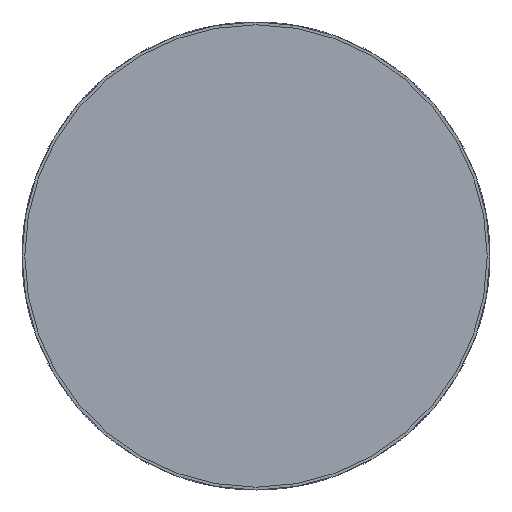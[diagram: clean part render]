
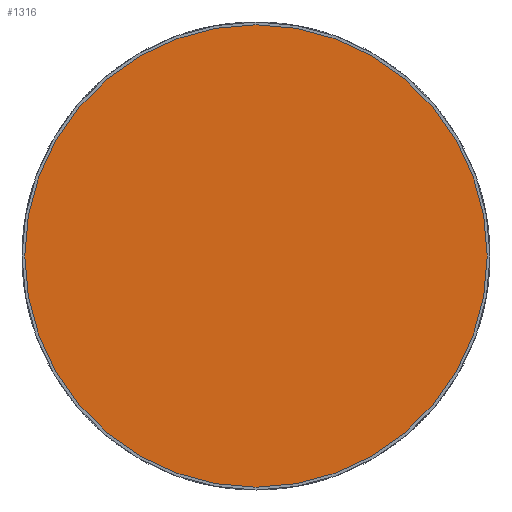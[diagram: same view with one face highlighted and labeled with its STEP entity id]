
A CAD part, front view. The second image highlights one B-rep face of the part: STEP entity #1316.
In plain terms, the highlighted planar face has unit normal (0, -1, 0).
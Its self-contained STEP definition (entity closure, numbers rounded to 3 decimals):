
#140 = EDGE_CURVE ( 'NONE', #1151, #1267, #473, .T. ) ;
#171 = CIRCLE ( 'NONE', #1657, 98.8 ) ;
#328 = CARTESIAN_POINT ( 'NONE',  ( 0., 6., -98.8 ) ) ;
#398 = DIRECTION ( 'NONE',  ( 0., 0., -1. ) ) ;
#401 = DIRECTION ( 'NONE',  ( 0., -1., 0. ) ) ;
#405 = CARTESIAN_POINT ( 'NONE',  ( 0., 6., 0. ) ) ;
#473 = CIRCLE ( 'NONE', #812, 98.8 ) ;
#747 = EDGE_CURVE ( 'NONE', #1267, #1151, #171, .T. ) ;
#812 = AXIS2_PLACEMENT_3D ( 'NONE', #948, #946, #943 ) ;
#943 = DIRECTION ( 'NONE',  ( 0., 0., -1. ) ) ;
#946 = DIRECTION ( 'NONE',  ( 0., -1., 0. ) ) ;
#948 = CARTESIAN_POINT ( 'NONE',  ( 0., 6., 0. ) ) ;
#1057 = AXIS2_PLACEMENT_3D ( 'NONE', #1516, #1502, #1501 ) ;
#1151 = VERTEX_POINT ( 'NONE', #328 ) ;
#1267 = VERTEX_POINT ( 'NONE', #1575 ) ;
#1294 = EDGE_LOOP ( 'NONE', ( #1582, #1624 ) ) ;
#1316 = ADVANCED_FACE ( 'NONE', ( #1426 ), #1505, .T. ) ;
#1426 = FACE_OUTER_BOUND ( 'NONE', #1294, .T. ) ;
#1501 = DIRECTION ( 'NONE',  ( 0., 0., -1. ) ) ;
#1502 = DIRECTION ( 'NONE',  ( 0., -1., 0. ) ) ;
#1505 = PLANE ( 'NONE',  #1057 ) ;
#1516 = CARTESIAN_POINT ( 'NONE',  ( 0., 6., 0. ) ) ;
#1575 = CARTESIAN_POINT ( 'NONE',  ( 0., 6., 98.8 ) ) ;
#1582 = ORIENTED_EDGE ( 'NONE', *, *, #140, .T. ) ;
#1624 = ORIENTED_EDGE ( 'NONE', *, *, #747, .T. ) ;
#1657 = AXIS2_PLACEMENT_3D ( 'NONE', #405, #401, #398 ) ;
